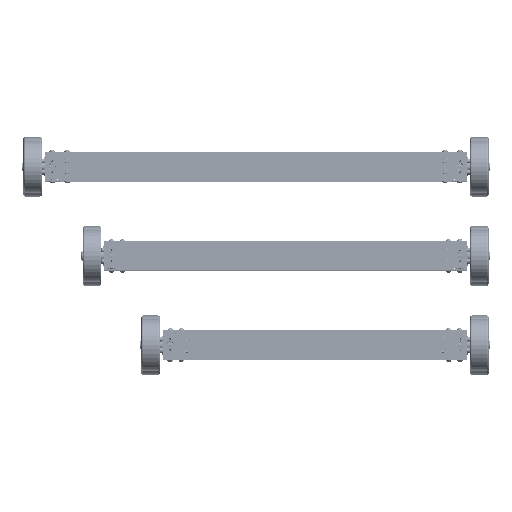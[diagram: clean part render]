
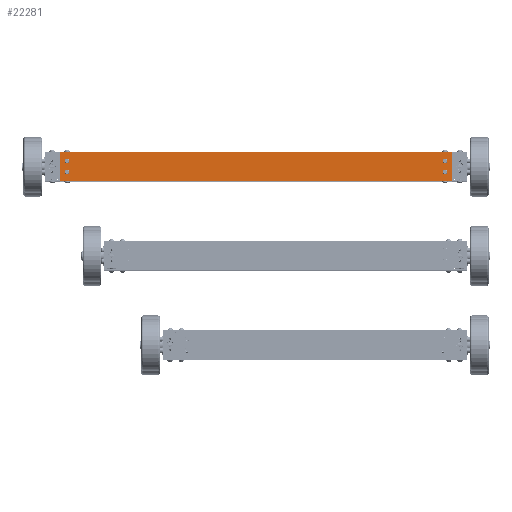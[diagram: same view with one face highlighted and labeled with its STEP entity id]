
A CAD part, top view. The second image highlights one B-rep face of the part: STEP entity #22281.
In plain terms, the highlighted face is planar.
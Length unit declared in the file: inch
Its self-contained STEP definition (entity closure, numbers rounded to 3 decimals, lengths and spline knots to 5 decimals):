
#2660=LINE($,#45261,#3866);
#2662=LINE($,#45265,#3868);
#2663=LINE($,#45267,#3869);
#2664=LINE($,#45268,#3870);
#3866=VECTOR($,#31206,26.438);
#3868=VECTOR($,#31210,2.);
#3869=VECTOR($,#31211,26.438);
#3870=VECTOR($,#31212,2.);
#4291=PLANE($,#24876);
#4979=FACE_BOUND($,#7833,.T.);
#4980=FACE_BOUND($,#7834,.T.);
#4981=FACE_BOUND($,#7835,.T.);
#4982=FACE_BOUND($,#7836,.T.);
#4983=FACE_BOUND($,#7837,.T.);
#7833=EDGE_LOOP($,(#20450));
#7834=EDGE_LOOP($,(#20451));
#7835=EDGE_LOOP($,(#20452));
#7836=EDGE_LOOP($,(#20453));
#7837=EDGE_LOOP($,(#20454,#20455,#20456,#20457));
#9037=CIRCLE($,#24835,0.1);
#9041=CIRCLE($,#24841,0.1);
#9045=CIRCLE($,#24847,0.1);
#9049=CIRCLE($,#24853,0.1);
#11260=VERTEX_POINT($,#45165);
#11264=VERTEX_POINT($,#45175);
#11268=VERTEX_POINT($,#45185);
#11272=VERTEX_POINT($,#45195);
#11296=VERTEX_POINT($,#45258);
#11297=VERTEX_POINT($,#45260);
#11298=VERTEX_POINT($,#45264);
#11299=VERTEX_POINT($,#45266);
#14312=EDGE_CURVE($,#11260,#11260,#9037,.T.);
#14316=EDGE_CURVE($,#11264,#11264,#9041,.T.);
#14320=EDGE_CURVE($,#11268,#11268,#9045,.T.);
#14324=EDGE_CURVE($,#11272,#11272,#9049,.T.);
#14353=EDGE_CURVE($,#11297,#11296,#2660,.T.);
#14355=EDGE_CURVE($,#11296,#11298,#2662,.T.);
#14356=EDGE_CURVE($,#11299,#11298,#2663,.T.);
#14357=EDGE_CURVE($,#11297,#11299,#2664,.T.);
#20450=ORIENTED_EDGE($,*,*,#14312,.T.);
#20451=ORIENTED_EDGE($,*,*,#14316,.T.);
#20452=ORIENTED_EDGE($,*,*,#14320,.T.);
#20453=ORIENTED_EDGE($,*,*,#14324,.T.);
#20454=ORIENTED_EDGE($,*,*,#14355,.T.);
#20455=ORIENTED_EDGE($,*,*,#14356,.F.);
#20456=ORIENTED_EDGE($,*,*,#14357,.F.);
#20457=ORIENTED_EDGE($,*,*,#14353,.T.);
#22281=ADVANCED_FACE($,(#4979,#4980,#4981,#4982,#4983),#4291,.T.);
#24835=AXIS2_PLACEMENT_3D($,#45166,#31107,#31108);
#24841=AXIS2_PLACEMENT_3D($,#45176,#31119,#31120);
#24847=AXIS2_PLACEMENT_3D($,#45186,#31131,#31132);
#24853=AXIS2_PLACEMENT_3D($,#45196,#31143,#31144);
#24876=AXIS2_PLACEMENT_3D($,#45263,#31208,#31209);
#31107=DIRECTION('center_axis',(1.,0.,0.));
#31108=DIRECTION('ref_axis',(0.,0.,-1.));
#31119=DIRECTION('center_axis',(1.,0.,0.));
#31120=DIRECTION('ref_axis',(0.,0.,-1.));
#31131=DIRECTION('center_axis',(1.,0.,0.));
#31132=DIRECTION('ref_axis',(0.,0.,-1.));
#31143=DIRECTION('center_axis',(1.,0.,0.));
#31144=DIRECTION('ref_axis',(0.,0.,-1.));
#31206=DIRECTION($,(0.,0.,1.));
#31208=DIRECTION('center_axis',(-1.,0.,0.));
#31209=DIRECTION('ref_axis',(0.,0.,1.));
#31210=DIRECTION($,(0.,1.,0.));
#31211=DIRECTION($,(0.,0.,1.));
#31212=DIRECTION($,(0.,1.,0.));
#45165=CARTESIAN_POINT('',(0.,-1.37,0.6));
#45166=CARTESIAN_POINT('Origin',(0.,-1.37,0.5));
#45175=CARTESIAN_POINT('',(0.,-0.63,0.6));
#45176=CARTESIAN_POINT('Origin',(0.,-0.63,0.5));
#45185=CARTESIAN_POINT('',(0.,-1.37,26.038));
#45186=CARTESIAN_POINT('Origin',(0.,-1.37,25.938));
#45195=CARTESIAN_POINT('',(0.,-0.63,26.038));
#45196=CARTESIAN_POINT('Origin',(0.,-0.63,25.938));
#45258=CARTESIAN_POINT('',(0.,-2.,26.438));
#45260=CARTESIAN_POINT('',(0.,-2.,0.));
#45261=CARTESIAN_POINT($,(0.,-2.,0.));
#45263=CARTESIAN_POINT('Origin',(0.,-2.,0.));
#45264=CARTESIAN_POINT('',(0.,0.,26.438));
#45265=CARTESIAN_POINT($,(0.,-2.,26.438));
#45266=CARTESIAN_POINT('',(0.,0.,0.));
#45267=CARTESIAN_POINT($,(0.,0.,0.));
#45268=CARTESIAN_POINT($,(0.,-2.,0.));
